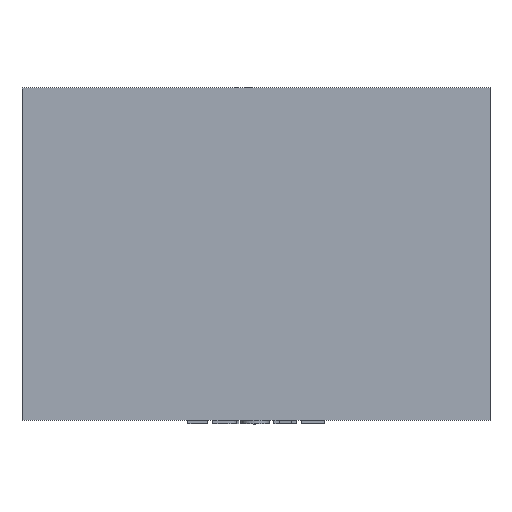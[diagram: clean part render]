
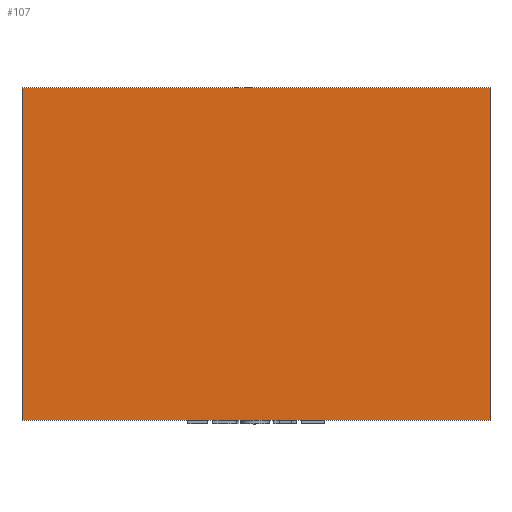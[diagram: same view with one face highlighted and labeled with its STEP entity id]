
A CAD part, top view. The second image highlights one B-rep face of the part: STEP entity #107.
In plain terms, the highlighted planar face has unit normal (0, 0, 1).
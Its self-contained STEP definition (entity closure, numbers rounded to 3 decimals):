
#107 = ADVANCED_FACE( '', ( #395 ), #396, .F. );
#395 = FACE_OUTER_BOUND( '', #1459, .T. );
#396 = PLANE( '', #1460 );
#1459 = EDGE_LOOP( '', ( #3816, #3817, #3818, #3819 ) );
#1460 = AXIS2_PLACEMENT_3D( '', #3820, #3821, #3822 );
#3816 = ORIENTED_EDGE( '', *, *, #5099, .T. );
#3817 = ORIENTED_EDGE( '', *, *, #4904, .F. );
#3818 = ORIENTED_EDGE( '', *, *, #5100, .F. );
#3819 = ORIENTED_EDGE( '', *, *, #5072, .T. );
#3820 = CARTESIAN_POINT( '', ( 196.85, -139.7, 53.975 ) );
#3821 = DIRECTION( '', ( 0., 0., -1. ) );
#3822 = DIRECTION( '', ( -1., 0., 0. ) );
#4904 = EDGE_CURVE( '', #5429, #5424, #5431, .T. );
#5072 = EDGE_CURVE( '', #5728, #5726, #5729, .T. );
#5099 = EDGE_CURVE( '', #5726, #5424, #5768, .T. );
#5100 = EDGE_CURVE( '', #5728, #5429, #5769, .T. );
#5424 = VERTEX_POINT( '', #6261 );
#5429 = VERTEX_POINT( '', #6268 );
#5431 = LINE( '', #6271, #6272 );
#5726 = VERTEX_POINT( '', #7534 );
#5728 = VERTEX_POINT( '', #7537 );
#5729 = LINE( '', #7538, #7539 );
#5768 = LINE( '', #7680, #7681 );
#5769 = LINE( '', #7682, #7683 );
#6261 = CARTESIAN_POINT( '', ( -196.85, 139.7, 53.975 ) );
#6268 = CARTESIAN_POINT( '', ( -196.85, -139.7, 53.975 ) );
#6271 = CARTESIAN_POINT( '', ( -196.85, -139.7, 53.975 ) );
#6272 = VECTOR( '', #9219, 1000. );
#7534 = CARTESIAN_POINT( '', ( 196.85, 139.7, 53.975 ) );
#7537 = CARTESIAN_POINT( '', ( 196.85, -139.7, 53.975 ) );
#7538 = CARTESIAN_POINT( '', ( 196.85, -139.7, 53.975 ) );
#7539 = VECTOR( '', #9341, 1000. );
#7680 = CARTESIAN_POINT( '', ( 196.85, 139.7, 53.975 ) );
#7681 = VECTOR( '', #9367, 1000. );
#7682 = CARTESIAN_POINT( '', ( 196.85, -139.7, 53.975 ) );
#7683 = VECTOR( '', #9368, 1000. );
#9219 = DIRECTION( '', ( 0., 1., 0. ) );
#9341 = DIRECTION( '', ( 0., 1., 0. ) );
#9367 = DIRECTION( '', ( -1., 0., 0. ) );
#9368 = DIRECTION( '', ( -1., 0., 0. ) );
